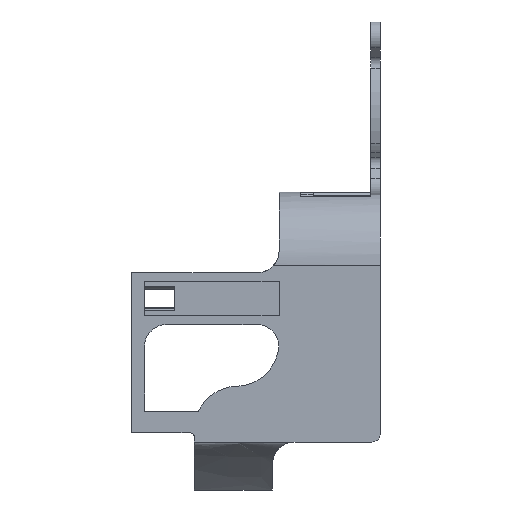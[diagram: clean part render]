
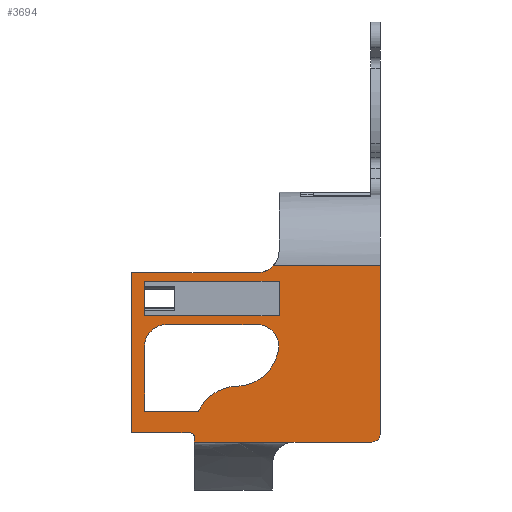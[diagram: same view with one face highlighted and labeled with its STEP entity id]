
A CAD part, left-side view. The second image highlights one B-rep face of the part: STEP entity #3694.
In plain terms, the highlighted planar face has unit normal (-1, 0, 0).
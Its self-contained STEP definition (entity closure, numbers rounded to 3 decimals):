
#60=FACE_BOUND('',#405,.T.);
#61=FACE_BOUND('',#406,.T.);
#94=PLANE('',#3919);
#209=FACE_OUTER_BOUND('',#404,.T.);
#404=EDGE_LOOP('',(#2560,#2561,#2562,#2563,#2564,#2565,#2566,#2567,#2568,
#2569,#2570));
#405=EDGE_LOOP('',(#2571,#2572,#2573,#2574,#2575,#2576,#2577,#2578));
#406=EDGE_LOOP('',(#2579,#2580,#2581,#2582));
#603=LINE('',#5294,#983);
#616=LINE('',#5328,#996);
#626=LINE('',#5366,#1006);
#633=LINE('',#5382,#1013);
#657=LINE('',#5447,#1037);
#658=LINE('',#5448,#1038);
#659=LINE('',#5450,#1039);
#660=LINE('',#5452,#1040);
#661=LINE('',#5456,#1041);
#662=LINE('',#5458,#1042);
#663=LINE('',#5461,#1043);
#664=LINE('',#5463,#1044);
#665=LINE('',#5471,#1045);
#666=LINE('',#5473,#1046);
#667=LINE('',#5475,#1047);
#668=LINE('',#5476,#1048);
#983=VECTOR('',#4234,10.);
#996=VECTOR('',#4263,10.);
#1006=VECTOR('',#4287,10.);
#1013=VECTOR('',#4304,10.);
#1037=VECTOR('',#4354,10.);
#1038=VECTOR('',#4355,10.);
#1039=VECTOR('',#4356,10.);
#1040=VECTOR('',#4357,10.);
#1041=VECTOR('',#4360,10.);
#1042=VECTOR('',#4361,10.);
#1043=VECTOR('',#4364,10.);
#1044=VECTOR('',#4365,10.);
#1045=VECTOR('',#4372,10.);
#1046=VECTOR('',#4373,10.);
#1047=VECTOR('',#4374,10.);
#1048=VECTOR('',#4375,10.);
#1361=CIRCLE('',#3884,5.);
#1370=CIRCLE('',#3900,1.);
#1379=CIRCLE('',#3920,2.);
#1380=CIRCLE('',#3921,5.);
#1381=CIRCLE('',#3922,5.);
#1382=CIRCLE('',#3923,10.);
#1383=CIRCLE('',#3924,10.);
#1515=VERTEX_POINT('',#5284);
#1516=VERTEX_POINT('',#5285);
#1519=VERTEX_POINT('',#5293);
#1532=VERTEX_POINT('',#5327);
#1540=VERTEX_POINT('',#5346);
#1541=VERTEX_POINT('',#5348);
#1545=VERTEX_POINT('',#5361);
#1549=VERTEX_POINT('',#5379);
#1576=VERTEX_POINT('',#5445);
#1577=VERTEX_POINT('',#5446);
#1578=VERTEX_POINT('',#5449);
#1579=VERTEX_POINT('',#5451);
#1580=VERTEX_POINT('',#5453);
#1581=VERTEX_POINT('',#5455);
#1582=VERTEX_POINT('',#5457);
#1583=VERTEX_POINT('',#5459);
#1584=VERTEX_POINT('',#5462);
#1585=VERTEX_POINT('',#5464);
#1586=VERTEX_POINT('',#5466);
#1587=VERTEX_POINT('',#5469);
#1588=VERTEX_POINT('',#5470);
#1589=VERTEX_POINT('',#5472);
#1590=VERTEX_POINT('',#5474);
#1893=EDGE_CURVE('',#1515,#1516,#1361,.T.);
#1897=EDGE_CURVE('',#1519,#1516,#603,.T.);
#1914=EDGE_CURVE('',#1532,#1519,#616,.T.);
#1924=EDGE_CURVE('',#1540,#1541,#1370,.T.);
#1930=EDGE_CURVE('',#1545,#1540,#626,.F.);
#1938=EDGE_CURVE('',#1549,#1532,#633,.T.);
#1969=EDGE_CURVE('',#1576,#1577,#657,.T.);
#1970=EDGE_CURVE('',#1541,#1577,#658,.T.);
#1971=EDGE_CURVE('',#1545,#1578,#659,.T.);
#1972=EDGE_CURVE('',#1578,#1579,#660,.T.);
#1973=EDGE_CURVE('',#1580,#1579,#1379,.T.);
#1974=EDGE_CURVE('',#1581,#1580,#661,.T.);
#1975=EDGE_CURVE('',#1582,#1581,#662,.F.);
#1976=EDGE_CURVE('',#1583,#1582,#1380,.T.);
#1977=EDGE_CURVE('',#1583,#1576,#663,.T.);
#1978=EDGE_CURVE('',#1584,#1515,#664,.T.);
#1979=EDGE_CURVE('',#1584,#1585,#1381,.F.);
#1980=EDGE_CURVE('',#1586,#1585,#1382,.T.);
#1981=EDGE_CURVE('',#1549,#1586,#1383,.T.);
#1982=EDGE_CURVE('',#1587,#1588,#665,.T.);
#1983=EDGE_CURVE('',#1589,#1587,#666,.T.);
#1984=EDGE_CURVE('',#1589,#1590,#667,.T.);
#1985=EDGE_CURVE('',#1590,#1588,#668,.T.);
#2560=ORIENTED_EDGE('',*,*,#1969,.T.);
#2561=ORIENTED_EDGE('',*,*,#1970,.F.);
#2562=ORIENTED_EDGE('',*,*,#1924,.F.);
#2563=ORIENTED_EDGE('',*,*,#1930,.F.);
#2564=ORIENTED_EDGE('',*,*,#1971,.T.);
#2565=ORIENTED_EDGE('',*,*,#1972,.T.);
#2566=ORIENTED_EDGE('',*,*,#1973,.F.);
#2567=ORIENTED_EDGE('',*,*,#1974,.F.);
#2568=ORIENTED_EDGE('',*,*,#1975,.F.);
#2569=ORIENTED_EDGE('',*,*,#1976,.F.);
#2570=ORIENTED_EDGE('',*,*,#1977,.T.);
#2571=ORIENTED_EDGE('',*,*,#1938,.T.);
#2572=ORIENTED_EDGE('',*,*,#1914,.T.);
#2573=ORIENTED_EDGE('',*,*,#1897,.T.);
#2574=ORIENTED_EDGE('',*,*,#1893,.F.);
#2575=ORIENTED_EDGE('',*,*,#1978,.F.);
#2576=ORIENTED_EDGE('',*,*,#1979,.T.);
#2577=ORIENTED_EDGE('',*,*,#1980,.F.);
#2578=ORIENTED_EDGE('',*,*,#1981,.F.);
#2579=ORIENTED_EDGE('',*,*,#1982,.F.);
#2580=ORIENTED_EDGE('',*,*,#1983,.F.);
#2581=ORIENTED_EDGE('',*,*,#1984,.T.);
#2582=ORIENTED_EDGE('',*,*,#1985,.T.);
#3694=ADVANCED_FACE('',(#209,#60,#61),#94,.T.);
#3884=AXIS2_PLACEMENT_3D('',#5286,#4226,#4227);
#3900=AXIS2_PLACEMENT_3D('',#5349,#4280,#4281);
#3919=AXIS2_PLACEMENT_3D('',#5444,#4352,#4353);
#3920=AXIS2_PLACEMENT_3D('',#5454,#4358,#4359);
#3921=AXIS2_PLACEMENT_3D('',#5460,#4362,#4363);
#3922=AXIS2_PLACEMENT_3D('',#5465,#4366,#4367);
#3923=AXIS2_PLACEMENT_3D('',#5467,#4368,#4369);
#3924=AXIS2_PLACEMENT_3D('',#5468,#4370,#4371);
#4226=DIRECTION('center_axis',(-1.,0.,0.));
#4227=DIRECTION('ref_axis',(0.,0.707,0.707));
#4234=DIRECTION('',(0.,0.,1.));
#4263=DIRECTION('',(0.,1.,0.));
#4280=DIRECTION('center_axis',(-1.,0.,0.));
#4281=DIRECTION('ref_axis',(0.,-0.707,0.707));
#4287=DIRECTION('',(0.,0.,-1.));
#4304=DIRECTION('',(0.,0.,-1.));
#4352=DIRECTION('center_axis',(-1.,0.,0.));
#4353=DIRECTION('ref_axis',(0.,1.,0.));
#4354=DIRECTION('',(0.,0.,-1.));
#4355=DIRECTION('',(0.,1.,0.));
#4356=DIRECTION('',(0.,-1.,0.));
#4357=DIRECTION('',(0.,-1.,0.));
#4358=DIRECTION('center_axis',(1.,0.,0.));
#4359=DIRECTION('ref_axis',(0.,-0.707,-0.707));
#4360=DIRECTION('',(0.,0.,-1.));
#4361=DIRECTION('',(0.,1.,0.));
#4362=DIRECTION('center_axis',(-1.,0.,0.));
#4363=DIRECTION('ref_axis',(0.,-0.707,-0.707));
#4364=DIRECTION('',(0.,1.,0.));
#4365=DIRECTION('',(0.,1.,0.));
#4366=DIRECTION('center_axis',(-1.,0.,0.));
#4367=DIRECTION('ref_axis',(0.,0.,-1.));
#4368=DIRECTION('center_axis',(-1.,0.,0.));
#4369=DIRECTION('ref_axis',(0.,-0.707,-0.707));
#4370=DIRECTION('center_axis',(1.,0.,0.));
#4371=DIRECTION('ref_axis',(0.,-1.,0.));
#4372=DIRECTION('',(0.,0.,-1.));
#4373=DIRECTION('',(0.,1.,0.));
#4374=DIRECTION('',(0.,0.,-1.));
#4375=DIRECTION('',(0.,1.,0.));
#5284=CARTESIAN_POINT('',(-32.5,-28.,5.75));
#5285=CARTESIAN_POINT('',(-32.5,-23.,0.75));
#5286=CARTESIAN_POINT('Origin',(-32.5,-28.,0.75));
#5293=CARTESIAN_POINT('',(-32.5,-23.,-14.25));
#5294=CARTESIAN_POINT('',(-32.5,-23.,11.025));
#5327=CARTESIAN_POINT('',(-32.5,-35.5,-14.25));
#5328=CARTESIAN_POINT('',(-32.5,-56.225,-14.25));
#5346=CARTESIAN_POINT('',(-32.5,-34.5,-20.25));
#5348=CARTESIAN_POINT('',(-32.5,-33.5,-19.25));
#5349=CARTESIAN_POINT('Origin',(-32.5,-33.5,-20.25));
#5361=CARTESIAN_POINT('',(-32.5,-34.5,-21.38));
#5366=CARTESIAN_POINT('',(-32.5,-34.5,9.185));
#5379=CARTESIAN_POINT('',(-32.5,-35.5,-14.116));
#5382=CARTESIAN_POINT('',(-32.5,-35.5,21.025));
#5444=CARTESIAN_POINT('Origin',(-32.5,-76.95,36.3));
#5445=CARTESIAN_POINT('',(-32.5,-20.,17.75));
#5446=CARTESIAN_POINT('',(-32.5,-20.,-19.25));
#5447=CARTESIAN_POINT('',(-32.5,-20.,5.75));
#5448=CARTESIAN_POINT('',(-32.5,-20.,-19.25));
#5449=CARTESIAN_POINT('',(-32.5,-57.5,-21.38));
#5450=CARTESIAN_POINT('',(-32.5,-76.95,-21.38));
#5451=CARTESIAN_POINT('',(-32.5,-75.45,-21.38));
#5452=CARTESIAN_POINT('',(-32.5,-76.95,-21.38));
#5453=CARTESIAN_POINT('',(-32.5,-77.45,-19.38));
#5454=CARTESIAN_POINT('Origin',(-32.5,-75.45,-19.38));
#5455=CARTESIAN_POINT('',(-32.5,-77.45,19.3));
#5456=CARTESIAN_POINT('',(-32.5,-77.45,36.3));
#5457=CARTESIAN_POINT('',(-32.5,-52.669,19.3));
#5458=CARTESIAN_POINT('',(-32.5,-65.5,19.3));
#5459=CARTESIAN_POINT('',(-32.5,-49.05,17.75));
#5460=CARTESIAN_POINT('Origin',(-32.5,-49.05,22.75));
#5461=CARTESIAN_POINT('',(-32.5,-54.05,17.75));
#5462=CARTESIAN_POINT('',(-32.5,-48.99,5.75));
#5463=CARTESIAN_POINT('',(-32.5,-54.05,5.75));
#5464=CARTESIAN_POINT('',(-32.5,-53.931,-0.02));
#5465=CARTESIAN_POINT('Origin',(-32.5,-48.99,0.75));
#5466=CARTESIAN_POINT('',(-32.5,-44.275,-8.477));
#5467=CARTESIAN_POINT('Origin',(-32.5,-44.05,1.52));
#5468=CARTESIAN_POINT('Origin',(-32.5,-44.5,-18.475));
#5469=CARTESIAN_POINT('',(-32.5,-23.,15.75));
#5470=CARTESIAN_POINT('',(-32.5,-23.,7.75));
#5471=CARTESIAN_POINT('',(-32.5,-23.,9.75));
#5472=CARTESIAN_POINT('',(-32.5,-54.05,15.75));
#5473=CARTESIAN_POINT('',(-32.5,-54.05,15.75));
#5474=CARTESIAN_POINT('',(-32.5,-54.05,7.75));
#5475=CARTESIAN_POINT('',(-32.5,-54.05,30.3));
#5476=CARTESIAN_POINT('',(-32.5,-54.05,7.75));
